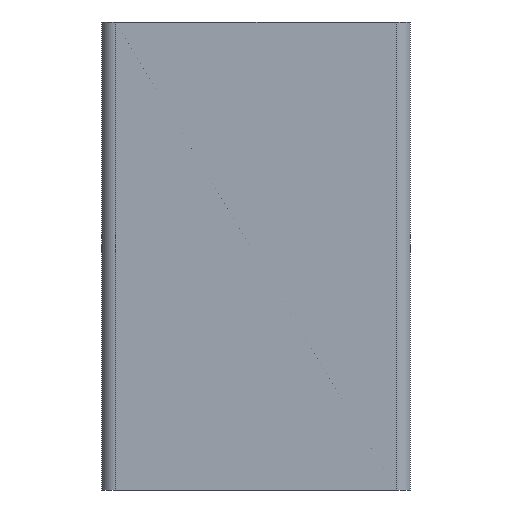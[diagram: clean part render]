
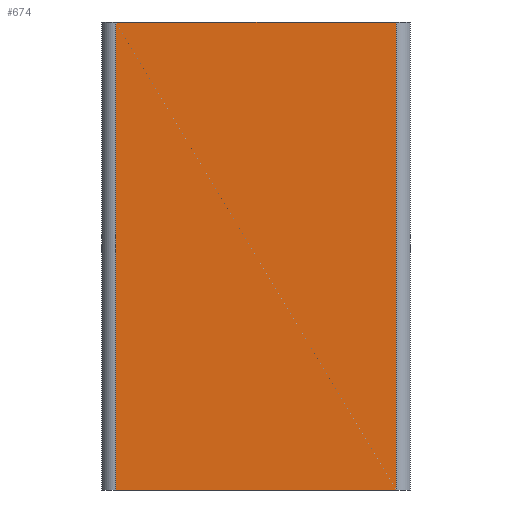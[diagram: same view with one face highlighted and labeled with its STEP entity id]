
A CAD part, front view. The second image highlights one B-rep face of the part: STEP entity #674.
In plain terms, the highlighted planar face has unit normal (0, -1, 0).
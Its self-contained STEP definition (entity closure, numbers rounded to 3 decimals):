
#647 = VERTEX_POINT('',#648);
#648 = CARTESIAN_POINT('',(-7.5,-3.5,25.));
#655 = EDGE_CURVE('',#656,#647,#658,.T.);
#656 = VERTEX_POINT('',#657);
#657 = CARTESIAN_POINT('',(-7.5,-3.5,0.));
#658 = LINE('',#659,#660);
#659 = CARTESIAN_POINT('',(-7.5,-3.5,0.));
#660 = VECTOR('',#661,1.);
#661 = DIRECTION('',(0.,0.,1.));
#674 = ADVANCED_FACE('',(#675),#700,.F.);
#675 = FACE_BOUND('',#676,.F.);
#676 = EDGE_LOOP('',(#677,#678,#686,#694));
#677 = ORIENTED_EDGE('',*,*,#655,.T.);
#678 = ORIENTED_EDGE('',*,*,#679,.T.);
#679 = EDGE_CURVE('',#647,#680,#682,.T.);
#680 = VERTEX_POINT('',#681);
#681 = CARTESIAN_POINT('',(7.5,-3.5,25.));
#682 = LINE('',#683,#684);
#683 = CARTESIAN_POINT('',(-7.5,-3.5,25.));
#684 = VECTOR('',#685,1.);
#685 = DIRECTION('',(1.,0.,0.));
#686 = ORIENTED_EDGE('',*,*,#687,.F.);
#687 = EDGE_CURVE('',#688,#680,#690,.T.);
#688 = VERTEX_POINT('',#689);
#689 = CARTESIAN_POINT('',(7.5,-3.5,0.));
#690 = LINE('',#691,#692);
#691 = CARTESIAN_POINT('',(7.5,-3.5,0.));
#692 = VECTOR('',#693,1.);
#693 = DIRECTION('',(0.,0.,1.));
#694 = ORIENTED_EDGE('',*,*,#695,.F.);
#695 = EDGE_CURVE('',#656,#688,#696,.T.);
#696 = LINE('',#697,#698);
#697 = CARTESIAN_POINT('',(-7.5,-3.5,0.));
#698 = VECTOR('',#699,1.);
#699 = DIRECTION('',(1.,0.,0.));
#700 = PLANE('',#701);
#701 = AXIS2_PLACEMENT_3D('',#702,#703,#704);
#702 = CARTESIAN_POINT('',(-7.5,-3.5,0.));
#703 = DIRECTION('',(0.,1.,0.));
#704 = DIRECTION('',(1.,0.,0.));
